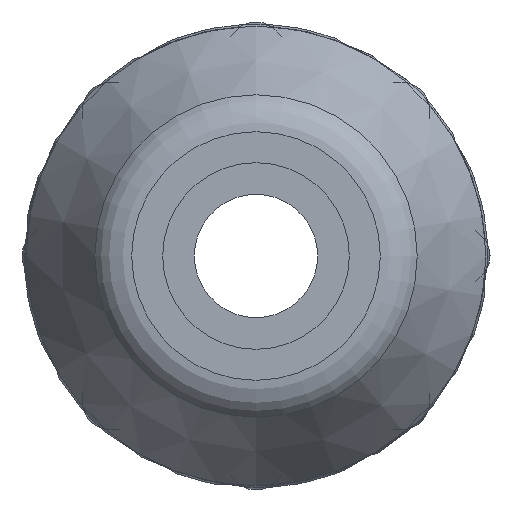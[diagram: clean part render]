
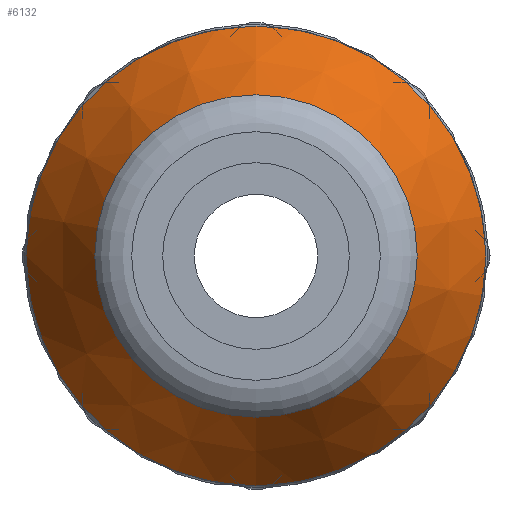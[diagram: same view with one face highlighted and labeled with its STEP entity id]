
A CAD part, left-side view. The second image highlights one B-rep face of the part: STEP entity #6132.
In plain terms, the highlighted conical face has half-angle 30 degrees and reference radius 16.5 mm.
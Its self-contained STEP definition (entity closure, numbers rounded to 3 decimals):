
#125=CONICAL_SURFACE('',#6588,16.5,0.524);
#1808=ORIENTED_EDGE('',*,*,#3685,.T.);
#1809=ORIENTED_EDGE('',*,*,#3686,.T.);
#3685=EDGE_CURVE('',#4611,#4611,#4914,.F.);
#3686=EDGE_CURVE('',#4612,#4612,#4915,.T.);
#4611=VERTEX_POINT('',#10292);
#4612=VERTEX_POINT('',#10294);
#4914=CIRCLE('',#6589,16.211);
#4915=CIRCLE('',#6590,11.366);
#5039=EDGE_LOOP('',(#1808));
#5040=EDGE_LOOP('',(#1809));
#5485=FACE_BOUND('',#5039,.T.);
#5486=FACE_BOUND('',#5040,.T.);
#6132=ADVANCED_FACE('',(#5485,#5486),#125,.T.);
#6588=AXIS2_PLACEMENT_3D('',#10290,#7133,#7134);
#6589=AXIS2_PLACEMENT_3D('',#10291,#7135,#7136);
#6590=AXIS2_PLACEMENT_3D('',#10293,#7137,#7138);
#7133=DIRECTION('',(0.,1.,0.));
#7134=DIRECTION('',(0.,0.,1.));
#7135=DIRECTION('',(0.,1.,0.));
#7136=DIRECTION('',(0.,0.,1.));
#7137=DIRECTION('',(0.,1.,0.));
#7138=DIRECTION('',(0.,0.,1.));
#10290=CARTESIAN_POINT('',(0.,10.392,0.));
#10291=CARTESIAN_POINT('',(0.,9.892,0.));
#10292=CARTESIAN_POINT('',(0.,9.892,16.211));
#10293=CARTESIAN_POINT('',(0.,1.5,0.));
#10294=CARTESIAN_POINT('',(0.,1.5,11.366));
